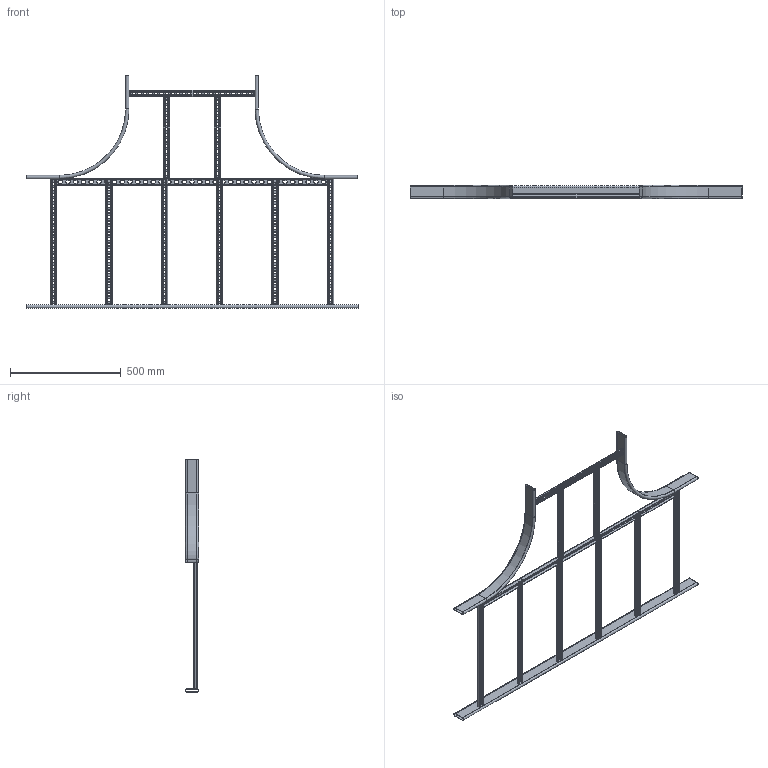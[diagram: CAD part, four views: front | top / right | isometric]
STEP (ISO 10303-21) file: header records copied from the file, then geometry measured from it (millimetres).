
FILE_DESCRIPTION (( 'STEP AP203' ), '1' );
FILE_NAME ('11-02-3001.STEP', '2013-06-18T11:16:31', ( 'asennus' ), ( '' ), 'SwSTEP 2.0', 'SolidWorks 2013', '' );
FILE_SCHEMA (( 'CONFIG_CONTROL_DESIGN' ));
Length unit declared in the file: millimetre
Products named in the file (1): 11-02-3001
Bounding box: 1500 x 60 x 1050 mm (x, y, z)
Volume: 828800.9 mm3; surface area: 1555652.3 mm2
Topology: 13 solids, 13 shells, 1536 faces, 4018 edges, 2508 vertices
Faces by surface type: plane 898, cylinder 618, bspline 12, torus 8
Entity records: 47993 total; most frequent: CARTESIAN_POINT 8553, DIRECTION 8236, ORIENTED_EDGE 8036, EDGE_CURVE 4018, LINE 2754, VECTOR 2754, AXIS2_PLACEMENT_3D 2741, VERTEX_POINT 2508
